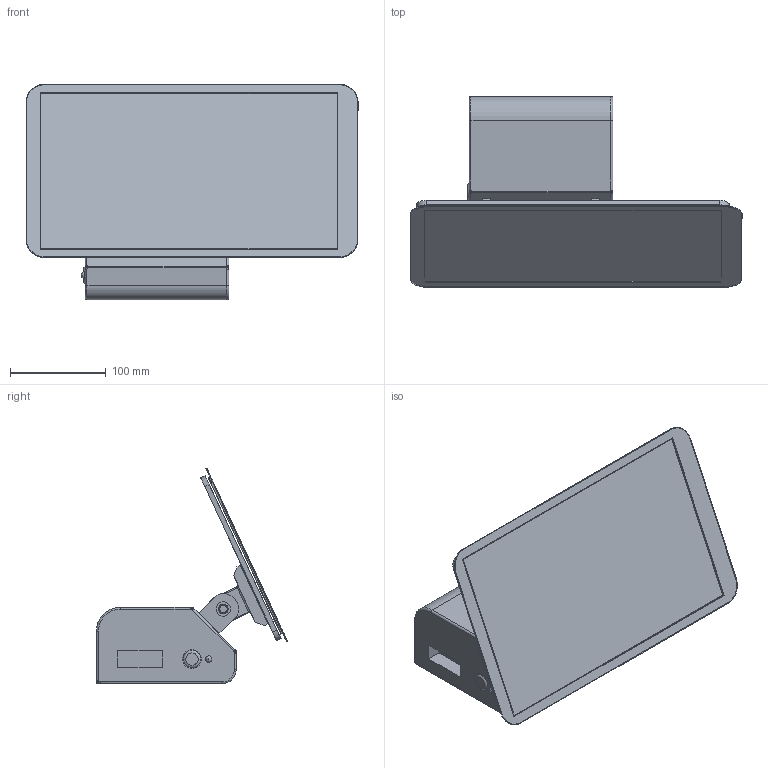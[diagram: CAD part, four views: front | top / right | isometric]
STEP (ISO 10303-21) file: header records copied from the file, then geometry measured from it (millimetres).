
FILE_DESCRIPTION(/* description */ ('','CAx-IF Rec.Pracs.---Representation and Presentation of Product Manufacturing Information (PMI)---4.0---2014-10-13'),/* implementation_level */ '2;1');
FILE_NAME(/* name */ '7388b06c-e9d9-4c90-8c28-1688a11a7b1b.stp',/* time_stamp */ '2025-01-18T11:04:25Z',/* author */ (''),/* organization */ (''),/* preprocessor_version */ 'ST-DEVELOPER v20',/* originating_system */ 'Autodesk Translation Framework v13.20.0.188',/* authorisation */ '');
FILE_SCHEMA (('AP242_MANAGED_MODEL_BASED_3D_ENGINEERING_MIM_LF { 1 0 10303 442 1 1 4 }'));
Length unit declared in the file: millimetre
Products named in the file (3): cancer detection; body; screen
Assembly tree (2 placements, depth 2):
  cancer detection
    body
    screen
Bounding box: 346.33 x 199.19 x 224.95 mm (x, y, z)
Volume: 2157340.4 mm3; surface area: 371813.7 mm2
Topology: 6 solids, 6 shells, 195 faces, 446 edges, 274 vertices
Faces by surface type: plane 70, cylinder 61, bspline 37, torus 19, sphere 8
Full cylindrical faces by diameter (mm): 6.679 x1, 10 x2, 15 x2, 19.326 x1
Entity records: 8783 total; most frequent: CARTESIAN_POINT 4341, DIRECTION 898, ORIENTED_EDGE 892, EDGE_CURVE 446, AXIS2_PLACEMENT_3D 348, VERTEX_POINT 274, EDGE_LOOP 210, LINE 202
